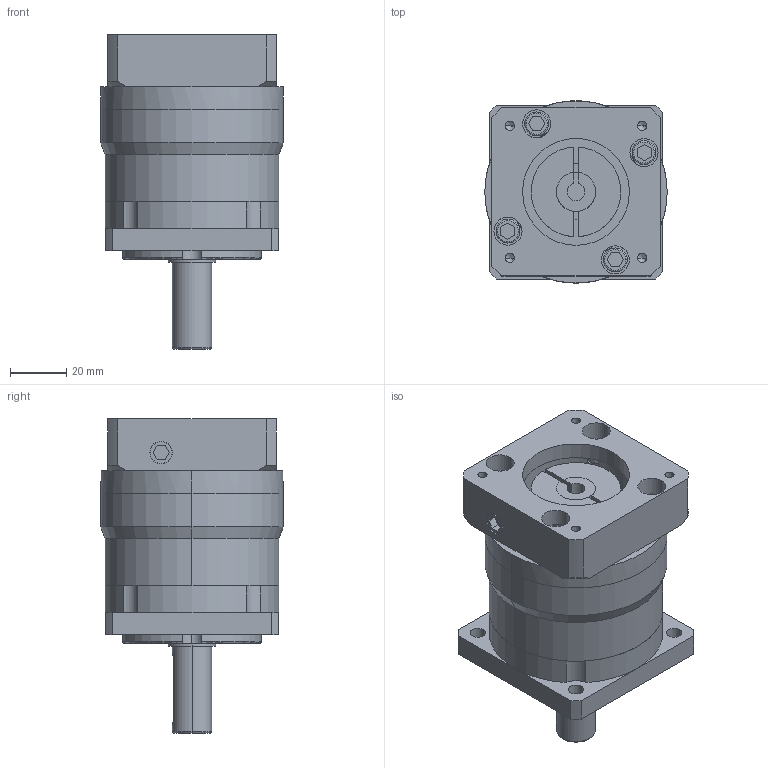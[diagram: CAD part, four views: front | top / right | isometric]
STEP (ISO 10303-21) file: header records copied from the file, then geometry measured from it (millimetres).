
FILE_DESCRIPTION (( 'STEP AP214' ), '1' );
FILE_NAME ('VGF60等撰耀倰(6.35-21 38.1-2 4-4.5-47.14-47.14).STEP', '2018-06-04T02:25:43', ( 'Windows' ), ( 'Microsoft' ), 'SwSTEP 2.0', 'SolidWorks 2016', '' );
FILE_SCHEMA (( 'AUTOMOTIVE_DESIGN' ));
Length unit declared in the file: millimetre
Products named in the file (1): VGF60等撰耀倰(6.35-21 38.1-2 4-4.5-47.14-47.14)
Bounding box: 65 x 65 x 112 mm (x, y, z)
Volume: 236380.9 mm3; surface area: 53147.3 mm2
Topology: 4 solids, 4 shells, 294 faces, 732 edges, 468 vertices
Faces by surface type: plane 141, cylinder 113, torus 22, cone 18
Entity records: 9102 total; most frequent: CARTESIAN_POINT 1612, DIRECTION 1607, ORIENTED_EDGE 1444, EDGE_CURVE 722, AXIS2_PLACEMENT_3D 609, VERTEX_POINT 468, VECTOR 389, LINE 389
